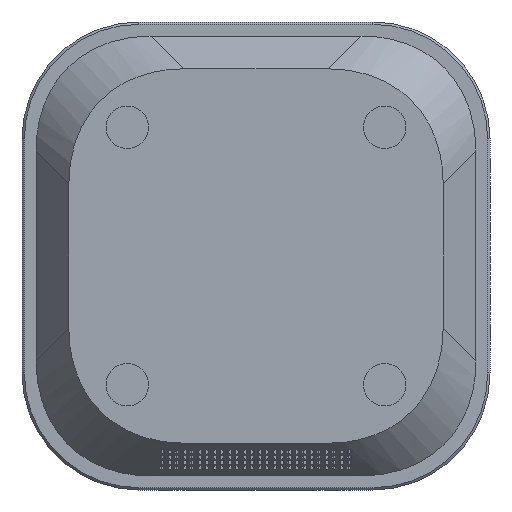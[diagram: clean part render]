
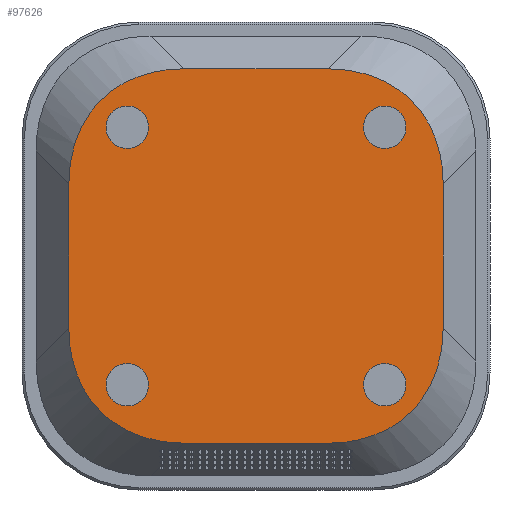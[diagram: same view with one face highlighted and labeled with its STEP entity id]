
A CAD part, front view. The second image highlights one B-rep face of the part: STEP entity #97626.
In plain terms, the highlighted planar face has unit normal (0, -1, 0).
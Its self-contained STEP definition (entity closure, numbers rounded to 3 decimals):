
#94=ELLIPSE('',#102809,84.44,60.);
#99=ELLIPSE('',#102823,84.44,60.);
#115=ELLIPSE('',#102844,84.44,60.);
#116=ELLIPSE('',#102845,84.44,60.);
#388=FACE_BOUND('',#11666,.T.);
#389=FACE_BOUND('',#11667,.T.);
#390=FACE_BOUND('',#11668,.T.);
#391=FACE_BOUND('',#11669,.T.);
#2061=PLANE('',#102843);
#6687=FACE_OUTER_BOUND('',#11665,.T.);
#11665=EDGE_LOOP('',(#71568,#71569,#71570,#71571,#71572,#71573,#71574,#71575));
#11666=EDGE_LOOP('',(#71576,#71577));
#11667=EDGE_LOOP('',(#71578,#71579));
#11668=EDGE_LOOP('',(#71580,#71581));
#11669=EDGE_LOOP('',(#71582,#71583));
#18779=LINE('',#136029,#32265);
#18798=LINE('',#136111,#32284);
#18799=LINE('',#136115,#32285);
#18800=LINE('',#136118,#32286);
#32265=VECTOR('',#110867,10.);
#32284=VECTOR('',#110952,10.);
#32285=VECTOR('',#110955,10.);
#32286=VECTOR('',#110958,10.);
#44373=CIRCLE('',#102442,9.1);
#44374=CIRCLE('',#102443,9.1);
#44377=CIRCLE('',#102448,9.1);
#44378=CIRCLE('',#102449,9.1);
#44381=CIRCLE('',#102454,9.1);
#44382=CIRCLE('',#102455,9.1);
#44385=CIRCLE('',#102460,9.1);
#44386=CIRCLE('',#102461,9.1);
#45189=VERTEX_POINT('',#133264);
#45190=VERTEX_POINT('',#133265);
#45193=VERTEX_POINT('',#133275);
#45194=VERTEX_POINT('',#133276);
#45197=VERTEX_POINT('',#133286);
#45198=VERTEX_POINT('',#133287);
#45201=VERTEX_POINT('',#133297);
#45202=VERTEX_POINT('',#133298);
#46244=VERTEX_POINT('',#136019);
#46245=VERTEX_POINT('',#136021);
#46247=VERTEX_POINT('',#136027);
#46260=VERTEX_POINT('',#136059);
#46277=VERTEX_POINT('',#136110);
#46278=VERTEX_POINT('',#136112);
#46279=VERTEX_POINT('',#136114);
#46280=VERTEX_POINT('',#136116);
#54788=EDGE_CURVE('',#45189,#45190,#44373,.T.);
#54789=EDGE_CURVE('',#45190,#45189,#44374,.T.);
#54793=EDGE_CURVE('',#45193,#45194,#44377,.T.);
#54794=EDGE_CURVE('',#45194,#45193,#44378,.T.);
#54798=EDGE_CURVE('',#45197,#45198,#44381,.T.);
#54799=EDGE_CURVE('',#45198,#45197,#44382,.T.);
#54803=EDGE_CURVE('',#45201,#45202,#44385,.T.);
#54804=EDGE_CURVE('',#45202,#45201,#44386,.T.);
#56168=EDGE_CURVE('',#46244,#46245,#94,.T.);
#56172=EDGE_CURVE('',#46244,#46247,#18779,.T.);
#56189=EDGE_CURVE('',#46260,#46247,#99,.T.);
#56217=EDGE_CURVE('',#46260,#46277,#18798,.T.);
#56218=EDGE_CURVE('',#46278,#46277,#115,.T.);
#56219=EDGE_CURVE('',#46278,#46279,#18799,.T.);
#56220=EDGE_CURVE('',#46280,#46279,#116,.T.);
#56221=EDGE_CURVE('',#46280,#46245,#18800,.T.);
#71568=ORIENTED_EDGE('',*,*,#56168,.F.);
#71569=ORIENTED_EDGE('',*,*,#56172,.T.);
#71570=ORIENTED_EDGE('',*,*,#56189,.F.);
#71571=ORIENTED_EDGE('',*,*,#56217,.T.);
#71572=ORIENTED_EDGE('',*,*,#56218,.F.);
#71573=ORIENTED_EDGE('',*,*,#56219,.T.);
#71574=ORIENTED_EDGE('',*,*,#56220,.F.);
#71575=ORIENTED_EDGE('',*,*,#56221,.T.);
#71576=ORIENTED_EDGE('',*,*,#54788,.T.);
#71577=ORIENTED_EDGE('',*,*,#54789,.T.);
#71578=ORIENTED_EDGE('',*,*,#54793,.T.);
#71579=ORIENTED_EDGE('',*,*,#54794,.T.);
#71580=ORIENTED_EDGE('',*,*,#54798,.T.);
#71581=ORIENTED_EDGE('',*,*,#54799,.T.);
#71582=ORIENTED_EDGE('',*,*,#54803,.T.);
#71583=ORIENTED_EDGE('',*,*,#54804,.T.);
#97626=ADVANCED_FACE('',(#6687,#388,#389,#390,#391),#2061,.T.);
#102442=AXIS2_PLACEMENT_3D('',#133266,#108792,#108793);
#102443=AXIS2_PLACEMENT_3D('',#133267,#108794,#108795);
#102448=AXIS2_PLACEMENT_3D('',#133277,#108805,#108806);
#102449=AXIS2_PLACEMENT_3D('',#133278,#108807,#108808);
#102454=AXIS2_PLACEMENT_3D('',#133288,#108818,#108819);
#102455=AXIS2_PLACEMENT_3D('',#133289,#108820,#108821);
#102460=AXIS2_PLACEMENT_3D('',#133299,#108831,#108832);
#102461=AXIS2_PLACEMENT_3D('',#133300,#108833,#108834);
#102809=AXIS2_PLACEMENT_3D('',#136022,#110860,#110861);
#102823=AXIS2_PLACEMENT_3D('',#136061,#110898,#110899);
#102843=AXIS2_PLACEMENT_3D('',#136109,#110950,#110951);
#102844=AXIS2_PLACEMENT_3D('',#136113,#110953,#110954);
#102845=AXIS2_PLACEMENT_3D('',#136117,#110956,#110957);
#108792=DIRECTION('center_axis',(0.,1.,0.));
#108793=DIRECTION('ref_axis',(0.,0.,1.));
#108794=DIRECTION('center_axis',(0.,1.,0.));
#108795=DIRECTION('ref_axis',(0.,0.,1.));
#108805=DIRECTION('center_axis',(0.,1.,0.));
#108806=DIRECTION('ref_axis',(0.,0.,1.));
#108807=DIRECTION('center_axis',(0.,1.,0.));
#108808=DIRECTION('ref_axis',(0.,0.,1.));
#108818=DIRECTION('center_axis',(0.,1.,0.));
#108819=DIRECTION('ref_axis',(0.,0.,1.));
#108820=DIRECTION('center_axis',(0.,1.,0.));
#108821=DIRECTION('ref_axis',(0.,0.,1.));
#108831=DIRECTION('center_axis',(0.,1.,0.));
#108832=DIRECTION('ref_axis',(0.,0.,1.));
#108833=DIRECTION('center_axis',(0.,1.,0.));
#108834=DIRECTION('ref_axis',(0.,0.,1.));
#110860=DIRECTION('center_axis',(0.,1.,0.));
#110861=DIRECTION('ref_axis',(-0.707,0.,0.707));
#110867=DIRECTION('',(0.,0.,-1.));
#110898=DIRECTION('center_axis',(0.,1.,0.));
#110899=DIRECTION('ref_axis',(-0.707,0.,-0.707));
#110950=DIRECTION('center_axis',(0.,-1.,0.));
#110951=DIRECTION('ref_axis',(0.,0.,1.));
#110952=DIRECTION('',(1.,0.,0.));
#110953=DIRECTION('center_axis',(0.,1.,0.));
#110954=DIRECTION('ref_axis',(0.707,0.,-0.707));
#110955=DIRECTION('',(0.,0.,1.));
#110956=DIRECTION('center_axis',(0.,1.,0.));
#110957=DIRECTION('ref_axis',(0.707,0.,0.707));
#110958=DIRECTION('',(-1.,0.,0.));
#133264=CARTESIAN_POINT('',(55.,-20.,-45.9));
#133265=CARTESIAN_POINT('',(55.,-20.,-64.1));
#133266=CARTESIAN_POINT('Origin',(55.,-20.,-55.));
#133267=CARTESIAN_POINT('Origin',(55.,-20.,-55.));
#133275=CARTESIAN_POINT('',(55.,-20.,64.1));
#133276=CARTESIAN_POINT('',(55.,-20.,45.9));
#133277=CARTESIAN_POINT('Origin',(55.,-20.,55.));
#133278=CARTESIAN_POINT('Origin',(55.,-20.,55.));
#133286=CARTESIAN_POINT('',(-55.,-20.,64.1));
#133287=CARTESIAN_POINT('',(-55.,-20.,45.9));
#133288=CARTESIAN_POINT('Origin',(-55.,-20.,55.));
#133289=CARTESIAN_POINT('Origin',(-55.,-20.,55.));
#133297=CARTESIAN_POINT('',(-55.,-20.,-45.9));
#133298=CARTESIAN_POINT('',(-55.,-20.,-64.1));
#133299=CARTESIAN_POINT('Origin',(-55.,-20.,-55.));
#133300=CARTESIAN_POINT('Origin',(-55.,-20.,-55.));
#136019=CARTESIAN_POINT('',(-80.,-20.,30.851));
#136021=CARTESIAN_POINT('',(-30.851,-20.,80.));
#136022=CARTESIAN_POINT('Origin',(-6.754,-20.,6.754));
#136027=CARTESIAN_POINT('',(-80.,-20.,-30.851));
#136029=CARTESIAN_POINT('',(-80.,-20.,0.));
#136059=CARTESIAN_POINT('',(-30.851,-20.,-80.));
#136061=CARTESIAN_POINT('Origin',(-6.754,-20.,-6.754));
#136109=CARTESIAN_POINT('Origin',(0.,-20.,0.));
#136110=CARTESIAN_POINT('',(30.851,-20.,-80.));
#136111=CARTESIAN_POINT('',(0.,-20.,-80.));
#136112=CARTESIAN_POINT('',(80.,-20.,-30.851));
#136113=CARTESIAN_POINT('Origin',(6.754,-20.,-6.754));
#136114=CARTESIAN_POINT('',(80.,-20.,30.851));
#136115=CARTESIAN_POINT('',(80.,-20.,0.));
#136116=CARTESIAN_POINT('',(30.851,-20.,80.));
#136117=CARTESIAN_POINT('Origin',(6.754,-20.,6.754));
#136118=CARTESIAN_POINT('',(0.,-20.,80.));
